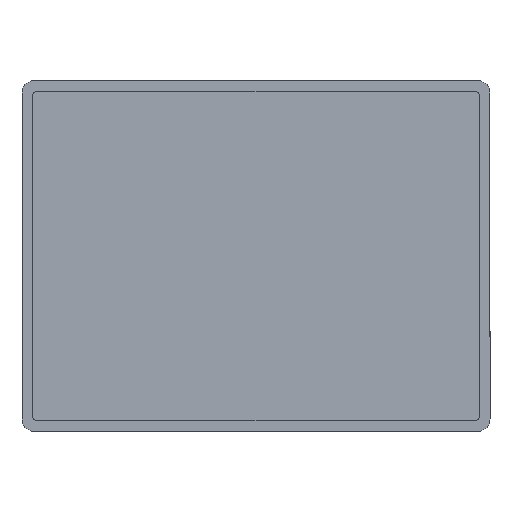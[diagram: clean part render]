
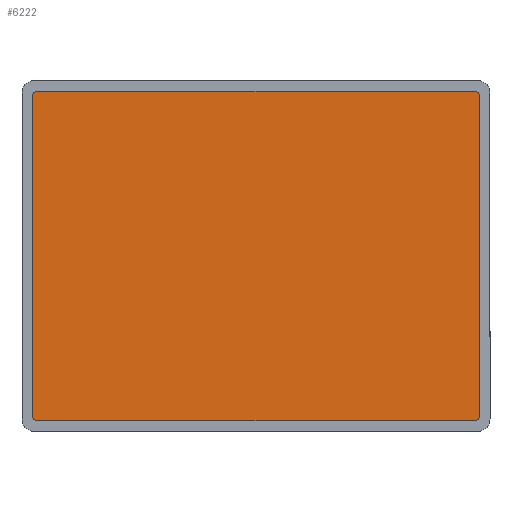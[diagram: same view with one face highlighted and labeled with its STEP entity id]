
A CAD part, front view. The second image highlights one B-rep face of the part: STEP entity #6222.
In plain terms, the highlighted planar face has unit normal (0, -1, 0).
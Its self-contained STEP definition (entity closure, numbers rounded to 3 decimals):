
#742 = DIRECTION ( 'NONE',  ( 0., 1., 0. ) ) ;
#1271 = DIRECTION ( 'NONE',  ( 0., 0., 1. ) ) ;
#1627 = ORIENTED_EDGE ( 'NONE', *, *, #17467, .F. ) ;
#1669 = VERTEX_POINT ( 'NONE', #16498 ) ;
#1916 = DIRECTION ( 'NONE',  ( 0., 0., 1. ) ) ;
#2232 = ORIENTED_EDGE ( 'NONE', *, *, #4308, .F. ) ;
#2530 = ORIENTED_EDGE ( 'NONE', *, *, #18276, .F. ) ;
#2611 = CIRCLE ( 'NONE', #12284, 9. ) ;
#3069 = DIRECTION ( 'NONE',  ( 1., 0., 0. ) ) ;
#3268 = CARTESIAN_POINT ( 'NONE',  ( 382., 0., 273. ) ) ;
#3722 = CARTESIAN_POINT ( 'NONE',  ( 382., 0., -273. ) ) ;
#4016 = VERTEX_POINT ( 'NONE', #3722 ) ;
#4194 = PLANE ( 'NONE',  #23478 ) ;
#4308 = EDGE_CURVE ( 'NONE', #20259, #1669, #18869, .T. ) ;
#4483 = EDGE_LOOP ( 'NONE', ( #21315, #23094, #16361, #2530, #9562, #2232, #8540, #1627 ) ) ;
#4871 = VERTEX_POINT ( 'NONE', #7453 ) ;
#6222 = ADVANCED_FACE ( 'NONE', ( #18030 ), #4194, .F. ) ;
#6250 = CARTESIAN_POINT ( 'NONE',  ( 373., 0., -282. ) ) ;
#6357 = DIRECTION ( 'NONE',  ( 0., 1., 0. ) ) ;
#6612 = CARTESIAN_POINT ( 'NONE',  ( -373., 0., 282. ) ) ;
#6893 = EDGE_CURVE ( 'NONE', #1669, #22253, #9612, .T. ) ;
#7453 = CARTESIAN_POINT ( 'NONE',  ( -373., 0., -282. ) ) ;
#7963 = CIRCLE ( 'NONE', #22703, 9. ) ;
#8175 = DIRECTION ( 'NONE',  ( -1., 0., 0. ) ) ;
#8274 = DIRECTION ( 'NONE',  ( 0., 1., 0. ) ) ;
#8540 = ORIENTED_EDGE ( 'NONE', *, *, #22126, .F. ) ;
#9562 = ORIENTED_EDGE ( 'NONE', *, *, #6893, .F. ) ;
#9612 = CIRCLE ( 'NONE', #17621, 9. ) ;
#9814 = DIRECTION ( 'NONE',  ( 0., 1., 0. ) ) ;
#10352 = AXIS2_PLACEMENT_3D ( 'NONE', #18912, #12980, #11254 ) ;
#11175 = CARTESIAN_POINT ( 'NONE',  ( -382., 0., 273. ) ) ;
#11254 = DIRECTION ( 'NONE',  ( 0., 0., 1. ) ) ;
#11795 = CARTESIAN_POINT ( 'NONE',  ( -373., 0., -273. ) ) ;
#12284 = AXIS2_PLACEMENT_3D ( 'NONE', #11795, #9814, #17858 ) ;
#12415 = DIRECTION ( 'NONE',  ( 0., 0., 1. ) ) ;
#12518 = VERTEX_POINT ( 'NONE', #6250 ) ;
#12980 = DIRECTION ( 'NONE',  ( 0., 1., 0. ) ) ;
#14134 = CIRCLE ( 'NONE', #10352, 9. ) ;
#14348 = CARTESIAN_POINT ( 'NONE',  ( -382., 0., -273. ) ) ;
#14491 = LINE ( 'NONE', #24512, #24992 ) ;
#14781 = EDGE_CURVE ( 'NONE', #4871, #26030, #2611, .T. ) ;
#15468 = VECTOR ( 'NONE', #3069, 1000. ) ;
#16361 = ORIENTED_EDGE ( 'NONE', *, *, #25237, .F. ) ;
#16498 = CARTESIAN_POINT ( 'NONE',  ( 373., 0., 282. ) ) ;
#17088 = LINE ( 'NONE', #25124, #23297 ) ;
#17108 = DIRECTION ( 'NONE',  ( 0., 0., -1. ) ) ;
#17247 = LINE ( 'NONE', #3268, #24995 ) ;
#17467 = EDGE_CURVE ( 'NONE', #26030, #18271, #17088, .T. ) ;
#17621 = AXIS2_PLACEMENT_3D ( 'NONE', #18795, #742, #1271 ) ;
#17858 = DIRECTION ( 'NONE',  ( 0., 0., 1. ) ) ;
#18030 = FACE_OUTER_BOUND ( 'NONE', #4483, .T. ) ;
#18271 = VERTEX_POINT ( 'NONE', #11175 ) ;
#18276 = EDGE_CURVE ( 'NONE', #22253, #4016, #17247, .T. ) ;
#18342 = CARTESIAN_POINT ( 'NONE',  ( 373., 0., -273. ) ) ;
#18795 = CARTESIAN_POINT ( 'NONE',  ( 373., 0., 273. ) ) ;
#18869 = LINE ( 'NONE', #6612, #15468 ) ;
#18912 = CARTESIAN_POINT ( 'NONE',  ( -373., 0., 273. ) ) ;
#19263 = EDGE_CURVE ( 'NONE', #12518, #4871, #14491, .T. ) ;
#19441 = CARTESIAN_POINT ( 'NONE',  ( 382., 0., 273. ) ) ;
#20259 = VERTEX_POINT ( 'NONE', #23265 ) ;
#20289 = CARTESIAN_POINT ( 'NONE',  ( -373., 0., -273. ) ) ;
#21315 = ORIENTED_EDGE ( 'NONE', *, *, #14781, .F. ) ;
#22126 = EDGE_CURVE ( 'NONE', #18271, #20259, #14134, .T. ) ;
#22253 = VERTEX_POINT ( 'NONE', #19441 ) ;
#22703 = AXIS2_PLACEMENT_3D ( 'NONE', #18342, #6357, #12415 ) ;
#23094 = ORIENTED_EDGE ( 'NONE', *, *, #19263, .F. ) ;
#23265 = CARTESIAN_POINT ( 'NONE',  ( -373., 0., 282. ) ) ;
#23297 = VECTOR ( 'NONE', #1916, 1000. ) ;
#23478 = AXIS2_PLACEMENT_3D ( 'NONE', #20289, #8274, #25803 ) ;
#24512 = CARTESIAN_POINT ( 'NONE',  ( -373., 0., -282. ) ) ;
#24992 = VECTOR ( 'NONE', #8175, 1000. ) ;
#24995 = VECTOR ( 'NONE', #17108, 1000. ) ;
#25124 = CARTESIAN_POINT ( 'NONE',  ( -382., 0., 273. ) ) ;
#25237 = EDGE_CURVE ( 'NONE', #4016, #12518, #7963, .T. ) ;
#25803 = DIRECTION ( 'NONE',  ( 0., 0., 1. ) ) ;
#26030 = VERTEX_POINT ( 'NONE', #14348 ) ;
